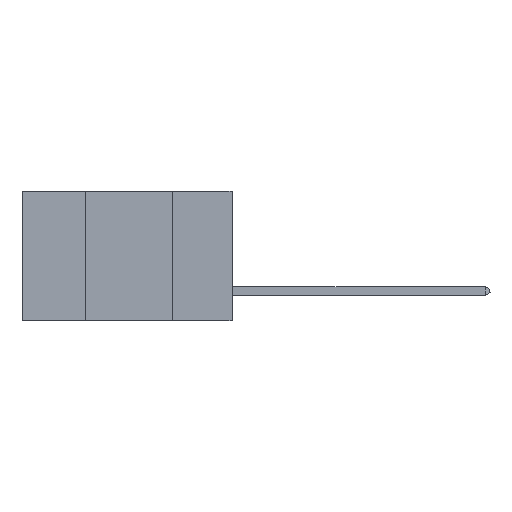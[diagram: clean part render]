
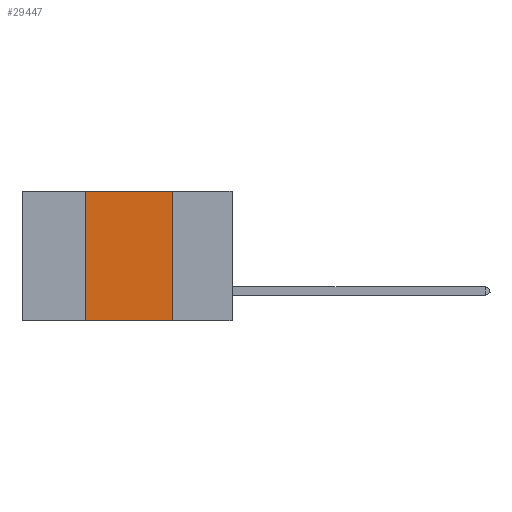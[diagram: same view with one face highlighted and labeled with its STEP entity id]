
A CAD part, left-side view. The second image highlights one B-rep face of the part: STEP entity #29447.
In plain terms, the highlighted planar face has unit normal (-1, 0, 0).
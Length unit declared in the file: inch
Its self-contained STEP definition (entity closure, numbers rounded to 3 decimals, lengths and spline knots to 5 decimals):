
#700 = DIRECTION ( 'NONE',  ( 0., -1., 0. ) ) ;
#2470 = DIRECTION ( 'NONE',  ( 0., 0., -1. ) ) ;
#2635 = CARTESIAN_POINT ( 'NONE',  ( 0., 0.17, -0.37 ) ) ;
#3812 = ORIENTED_EDGE ( 'NONE', *, *, #40127, .F. ) ;
#5413 = CARTESIAN_POINT ( 'NONE',  ( 0., 0.42, 0. ) ) ;
#5473 = DIRECTION ( 'NONE',  ( 0., 0., 1. ) ) ;
#5957 = LINE ( 'NONE', #38798, #34360 ) ;
#7013 = LINE ( 'NONE', #29378, #7988 ) ;
#7988 = VECTOR ( 'NONE', #43504, 39.37008 ) ;
#7993 = VERTEX_POINT ( 'NONE', #40424 ) ;
#8947 = VERTEX_POINT ( 'NONE', #5413 ) ;
#9989 = ORIENTED_EDGE ( 'NONE', *, *, #25193, .F. ) ;
#12377 = DIRECTION ( 'NONE',  ( 0., -1., 0. ) ) ;
#13165 = CARTESIAN_POINT ( 'NONE',  ( 0., 0.6, 0. ) ) ;
#22461 = EDGE_LOOP ( 'NONE', ( #9989, #3812, #31059, #48006 ) ) ;
#24568 = FACE_OUTER_BOUND ( 'NONE', #22461, .T. ) ;
#25193 = EDGE_CURVE ( 'NONE', #7993, #38813, #7013, .T. ) ;
#25920 = VECTOR ( 'NONE', #700, 39.37008 ) ;
#26649 = EDGE_CURVE ( 'NONE', #45791, #38813, #45906, .T. ) ;
#26859 = VECTOR ( 'NONE', #12377, 39.37008 ) ;
#28326 = AXIS2_PLACEMENT_3D ( 'NONE', #13165, #36012, #2470 ) ;
#29378 = CARTESIAN_POINT ( 'NONE',  ( 0., 0.17, 0. ) ) ;
#29447 = ADVANCED_FACE ( 'NONE', ( #24568 ), #43555, .F. ) ;
#31059 = ORIENTED_EDGE ( 'NONE', *, *, #34311, .F. ) ;
#33863 = LINE ( 'NONE', #45697, #26859 ) ;
#34003 = CARTESIAN_POINT ( 'NONE',  ( 0., 0.6, -0.37 ) ) ;
#34311 = EDGE_CURVE ( 'NONE', #45791, #8947, #5957, .T. ) ;
#34360 = VECTOR ( 'NONE', #5473, 39.37008 ) ;
#36012 = DIRECTION ( 'NONE',  ( 1., 0., 0. ) ) ;
#38798 = CARTESIAN_POINT ( 'NONE',  ( 0., 0.42, 0. ) ) ;
#38813 = VERTEX_POINT ( 'NONE', #2635 ) ;
#40127 = EDGE_CURVE ( 'NONE', #8947, #7993, #33863, .T. ) ;
#40424 = CARTESIAN_POINT ( 'NONE',  ( 0., 0.17, 0. ) ) ;
#43504 = DIRECTION ( 'NONE',  ( 0., 0., -1. ) ) ;
#43555 = PLANE ( 'NONE',  #28326 ) ;
#44405 = CARTESIAN_POINT ( 'NONE',  ( 0., 0.42, -0.37 ) ) ;
#45697 = CARTESIAN_POINT ( 'NONE',  ( 0., 0.6, 0. ) ) ;
#45791 = VERTEX_POINT ( 'NONE', #44405 ) ;
#45906 = LINE ( 'NONE', #34003, #25920 ) ;
#48006 = ORIENTED_EDGE ( 'NONE', *, *, #26649, .T. ) ;
